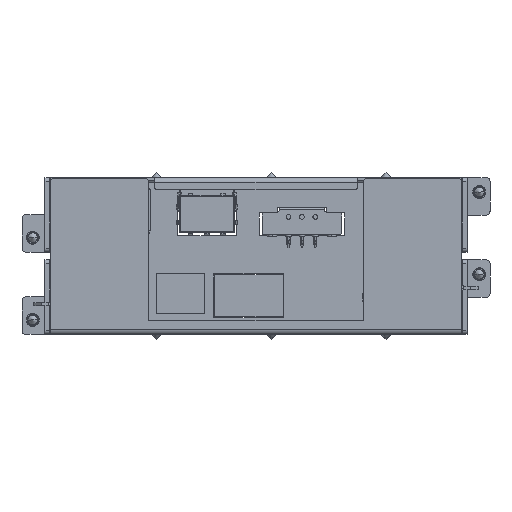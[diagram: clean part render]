
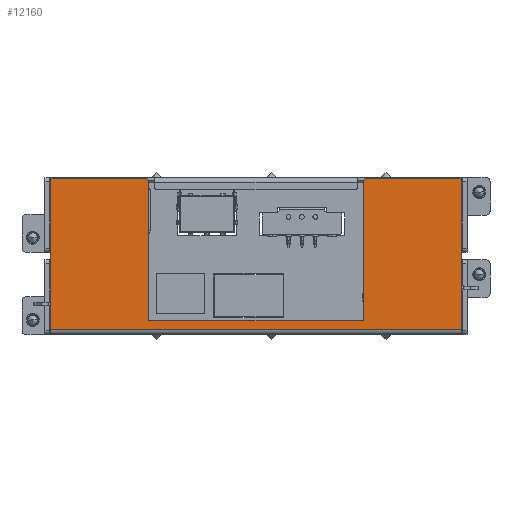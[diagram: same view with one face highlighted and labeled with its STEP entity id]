
A CAD part, front view. The second image highlights one B-rep face of the part: STEP entity #12160.
In plain terms, the highlighted planar face has unit normal (0, -1, 0).
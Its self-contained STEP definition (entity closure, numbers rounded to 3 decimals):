
#10101=CARTESIAN_POINT('',(-52.8,0.,39.));
#10102=DIRECTION('',(0.,1.,0.));
#10103=DIRECTION('',(-1.,0.,0.));
#10104=AXIS2_PLACEMENT_3D('',#10101,#10102,#10103);
#10106=CARTESIAN_POINT('',(-29.1,0.,39.));
#10107=DIRECTION('',(0.,1.,0.));
#10108=DIRECTION('',(0.,0.,1.));
#10109=AXIS2_PLACEMENT_3D('',#10106,#10107,#10108);
#10111=DIRECTION('',(0.,0.,-1.));
#10112=VECTOR('',#10111,36.2);
#10113=CARTESIAN_POINT('',(-28.1,0.,39.));
#10114=LINE('',#10113,#10112);
#10115=CARTESIAN_POINT('',(29.1,0.,39.));
#10116=DIRECTION('',(0.,1.,0.));
#10117=DIRECTION('',(-1.,0.,0.));
#10118=AXIS2_PLACEMENT_3D('',#10115,#10116,#10117);
#10120=CARTESIAN_POINT('',(52.8,0.,39.));
#10121=DIRECTION('',(0.,1.,0.));
#10122=DIRECTION('',(0.,0.,1.));
#10123=AXIS2_PLACEMENT_3D('',#10120,#10121,#10122);
#10125=DIRECTION('',(-1.,0.,0.));
#10126=VECTOR('',#10125,23.7);
#10127=CARTESIAN_POINT('',(-29.1,0.,40.));
#10128=LINE('',#10127,#10126);
#10145=DIRECTION('',(-1.,0.,0.));
#10146=VECTOR('',#10145,56.2);
#10147=CARTESIAN_POINT('',(28.1,0.,2.8));
#10148=LINE('',#10147,#10146);
#10153=DIRECTION('',(0.,0.,-1.));
#10154=VECTOR('',#10153,36.2);
#10155=CARTESIAN_POINT('',(28.1,0.,39.));
#10156=LINE('',#10155,#10154);
#10165=DIRECTION('',(-1.,0.,0.));
#10166=VECTOR('',#10165,23.7);
#10167=CARTESIAN_POINT('',(52.8,0.,40.));
#10168=LINE('',#10167,#10166);
#10177=DIRECTION('',(0.,0.,1.));
#10178=VECTOR('',#10177,38.5);
#10179=CARTESIAN_POINT('',(53.8,0.,0.5));
#10180=LINE('',#10179,#10178);
#10195=DIRECTION('',(1.,0.,0.));
#10196=VECTOR('',#10195,107.6);
#10197=CARTESIAN_POINT('',(-53.8,0.,0.5));
#10198=LINE('',#10197,#10196);
#10229=DIRECTION('',(0.,0.,-1.));
#10230=VECTOR('',#10229,38.5);
#10231=CARTESIAN_POINT('',(-53.8,0.,39.));
#10232=LINE('',#10231,#10230);
#11507=CARTESIAN_POINT('',(-53.8,0.,39.));
#11508=CARTESIAN_POINT('',(-52.8,0.,40.));
#11509=VERTEX_POINT('',#11507);
#11510=VERTEX_POINT('',#11508);
#11511=CARTESIAN_POINT('',(-29.1,0.,40.));
#11512=VERTEX_POINT('',#11511);
#11513=CARTESIAN_POINT('',(-28.1,0.,39.));
#11514=VERTEX_POINT('',#11513);
#11515=CARTESIAN_POINT('',(-28.1,0.,2.8));
#11516=VERTEX_POINT('',#11515);
#11517=CARTESIAN_POINT('',(28.1,0.,2.8));
#11518=VERTEX_POINT('',#11517);
#11519=CARTESIAN_POINT('',(28.1,0.,39.));
#11520=VERTEX_POINT('',#11519);
#11521=CARTESIAN_POINT('',(29.1,0.,40.));
#11522=VERTEX_POINT('',#11521);
#11523=CARTESIAN_POINT('',(52.8,0.,40.));
#11524=VERTEX_POINT('',#11523);
#11525=CARTESIAN_POINT('',(53.8,0.,39.));
#11526=VERTEX_POINT('',#11525);
#11527=CARTESIAN_POINT('',(53.8,0.,0.5));
#11528=VERTEX_POINT('',#11527);
#11529=CARTESIAN_POINT('',(-53.8,0.,0.5));
#11530=VERTEX_POINT('',#11529);
#12130=CARTESIAN_POINT('',(53.8,0.,-0.8));
#12131=DIRECTION('',(0.,-1.,0.));
#12132=DIRECTION('',(1.,0.,0.));
#12133=AXIS2_PLACEMENT_3D('',#12130,#12131,#12132);
#12134=PLANE('',#12133);
#12135=ORIENTED_EDGE('',*,*,#12120,.T.);
#12137=ORIENTED_EDGE('',*,*,#12136,.F.);
#12139=ORIENTED_EDGE('',*,*,#12138,.T.);
#12141=ORIENTED_EDGE('',*,*,#12140,.T.);
#12143=ORIENTED_EDGE('',*,*,#12142,.F.);
#12145=ORIENTED_EDGE('',*,*,#12144,.F.);
#12147=ORIENTED_EDGE('',*,*,#12146,.T.);
#12149=ORIENTED_EDGE('',*,*,#12148,.F.);
#12151=ORIENTED_EDGE('',*,*,#12150,.T.);
#12153=ORIENTED_EDGE('',*,*,#12152,.F.);
#12155=ORIENTED_EDGE('',*,*,#12154,.F.);
#12157=ORIENTED_EDGE('',*,*,#12156,.F.);
#12158=EDGE_LOOP('',(#12135,#12137,#12139,#12141,#12143,#12145,#12147,#12149,
#12151,#12153,#12155,#12157));
#12159=FACE_OUTER_BOUND('',#12158,.F.);
#10105=CIRCLE('',#10104,1.);
#10110=CIRCLE('',#10109,1.);
#10119=CIRCLE('',#10118,1.);
#10124=CIRCLE('',#10123,1.);
#12120=EDGE_CURVE('',#11509,#11510,#10105,.T.);
#12136=EDGE_CURVE('',#11512,#11510,#10128,.T.);
#12138=EDGE_CURVE('',#11512,#11514,#10110,.T.);
#12140=EDGE_CURVE('',#11514,#11516,#10114,.T.);
#12142=EDGE_CURVE('',#11518,#11516,#10148,.T.);
#12144=EDGE_CURVE('',#11520,#11518,#10156,.T.);
#12146=EDGE_CURVE('',#11520,#11522,#10119,.T.);
#12148=EDGE_CURVE('',#11524,#11522,#10168,.T.);
#12150=EDGE_CURVE('',#11524,#11526,#10124,.T.);
#12152=EDGE_CURVE('',#11528,#11526,#10180,.T.);
#12154=EDGE_CURVE('',#11530,#11528,#10198,.T.);
#12156=EDGE_CURVE('',#11509,#11530,#10232,.T.);
#12160=ADVANCED_FACE('',(#12159),#12134,.T.);
